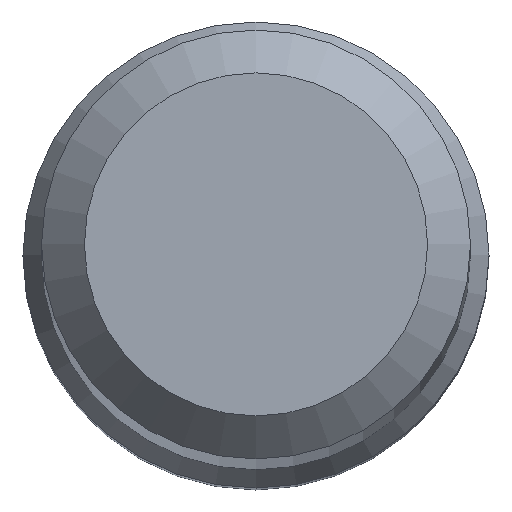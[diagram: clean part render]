
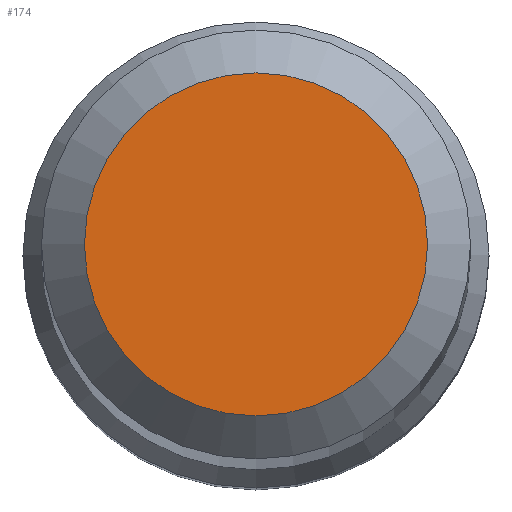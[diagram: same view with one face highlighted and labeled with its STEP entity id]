
A CAD part, top view. The second image highlights one B-rep face of the part: STEP entity #174.
In plain terms, the highlighted planar face has unit normal (0, 0, 1).
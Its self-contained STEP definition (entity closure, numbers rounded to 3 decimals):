
#12 = CARTESIAN_POINT ( 'NONE',  ( 0., 0., 101. ) ) ;
#29 = ORIENTED_EDGE ( 'NONE', *, *, #202, .F. ) ;
#32 = VERTEX_POINT ( 'NONE', #175 ) ;
#34 = DIRECTION ( 'NONE',  ( 0., 1., 0. ) ) ;
#48 = DIRECTION ( 'NONE',  ( 0., 1., 0. ) ) ;
#51 = AXIS2_PLACEMENT_3D ( 'NONE', #12, #200, #34 ) ;
#102 = EDGE_LOOP ( 'NONE', ( #29 ) ) ;
#142 = AXIS2_PLACEMENT_3D ( 'NONE', #161, #181, #48 ) ;
#161 = CARTESIAN_POINT ( 'NONE',  ( 0., 0., 101. ) ) ;
#174 = ADVANCED_FACE ( 'NONE', ( #215 ), #214, .F. ) ;
#175 = CARTESIAN_POINT ( 'NONE',  ( 0., 2.4, 101. ) ) ;
#176 = CIRCLE ( 'NONE', #142, 2.4 ) ;
#181 = DIRECTION ( 'NONE',  ( 0., 0., -1. ) ) ;
#200 = DIRECTION ( 'NONE',  ( 0., 0., -1. ) ) ;
#202 = EDGE_CURVE ( 'NONE', #32, #32, #176, .T. ) ;
#214 = PLANE ( 'NONE',  #51 ) ;
#215 = FACE_OUTER_BOUND ( 'NONE', #102, .T. ) ;
